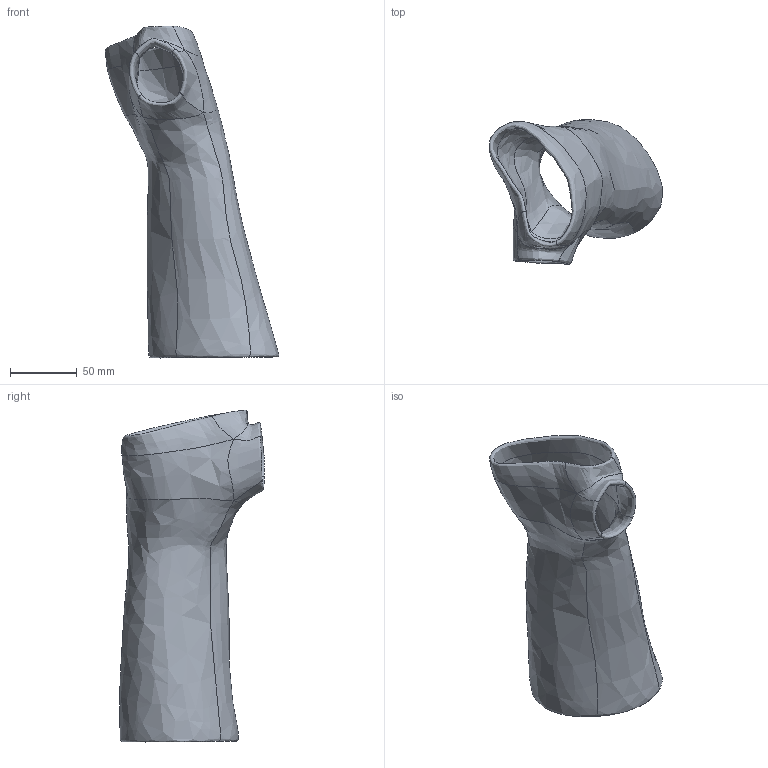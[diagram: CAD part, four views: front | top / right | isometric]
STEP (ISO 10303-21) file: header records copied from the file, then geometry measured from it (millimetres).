
FILE_DESCRIPTION(/* description */ (''),/* implementation_level */ '2;1');
FILE_NAME(/* name */ 'O.step',/* time_stamp */ '2024-04-04T10:02:15-06:00',/* author */ (''),/* organization */ (''),/* preprocessor_version */ 'ST-DEVELOPER v20',/* originating_system */ 'Autodesk Translation Framework v12.20.1.177',/* authorisation */ '');
FILE_SCHEMA (('AUTOMOTIVE_DESIGN { 1 0 10303 214 3 1 1 }'));
Length unit declared in the file: millimetre
Products named in the file (1): Top
Bounding box: 130.25 x 108.86 x 249.45 mm (x, y, z)
Volume: 278278.3 mm3; surface area: 117955.1 mm2
Topology: 1 solids, 1 shells, 10 faces, 20 edges, 8 vertices
Faces by surface type: bspline 10
Entity records: 4703 total; most frequent: CARTESIAN_POINT 4535, ORIENTED_EDGE 40, B_SPLINE_CURVE_WITH_KNOTS 20, EDGE_CURVE 20, FACE_OUTER_BOUND 10, EDGE_LOOP 10, B_SPLINE_SURFACE_WITH_KNOTS 10, ADVANCED_FACE 10
